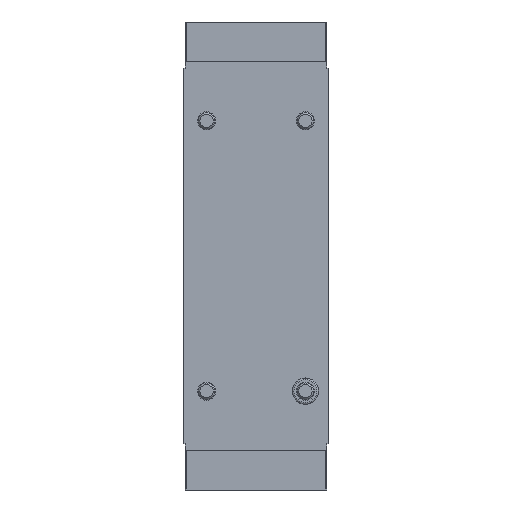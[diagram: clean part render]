
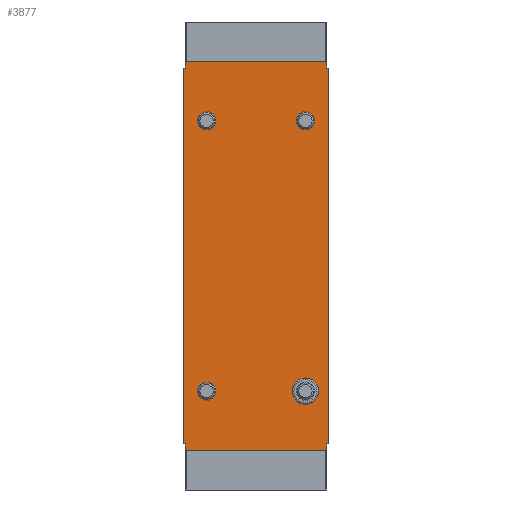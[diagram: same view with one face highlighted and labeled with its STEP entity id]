
A CAD part, front view. The second image highlights one B-rep face of the part: STEP entity #3877.
In plain terms, the highlighted planar face has unit normal (0, -1, 0).
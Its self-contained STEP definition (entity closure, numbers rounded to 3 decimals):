
#333=LINE('',#6358,#618);
#334=LINE('',#6361,#619);
#335=LINE('',#6363,#620);
#336=LINE('',#6365,#621);
#337=LINE('',#6367,#622);
#338=LINE('',#6369,#623);
#339=LINE('',#6371,#624);
#340=LINE('',#6373,#625);
#341=LINE('',#6375,#626);
#342=LINE('',#6377,#627);
#343=LINE('',#6379,#628);
#344=LINE('',#6381,#629);
#618=VECTOR('',#4953,1000.);
#619=VECTOR('',#4954,1000.);
#620=VECTOR('',#4955,1000.);
#621=VECTOR('',#4956,1000.);
#622=VECTOR('',#4957,1000.);
#623=VECTOR('',#4958,1000.);
#624=VECTOR('',#4959,1000.);
#625=VECTOR('',#4960,1000.);
#626=VECTOR('',#4961,1000.);
#627=VECTOR('',#4962,1000.);
#628=VECTOR('',#4963,1000.);
#629=VECTOR('',#4964,1000.);
#1075=ORIENTED_EDGE('',*,*,#2138,.F.);
#1076=ORIENTED_EDGE('',*,*,#2139,.F.);
#1077=ORIENTED_EDGE('',*,*,#2140,.F.);
#1078=ORIENTED_EDGE('',*,*,#2141,.F.);
#1079=ORIENTED_EDGE('',*,*,#2142,.T.);
#1080=ORIENTED_EDGE('',*,*,#2143,.T.);
#1081=ORIENTED_EDGE('',*,*,#2144,.F.);
#1082=ORIENTED_EDGE('',*,*,#2145,.T.);
#1083=ORIENTED_EDGE('',*,*,#2146,.F.);
#1084=ORIENTED_EDGE('',*,*,#2147,.F.);
#1085=ORIENTED_EDGE('',*,*,#2148,.T.);
#1086=ORIENTED_EDGE('',*,*,#2149,.F.);
#1087=ORIENTED_EDGE('',*,*,#2150,.F.);
#1088=ORIENTED_EDGE('',*,*,#2151,.F.);
#1089=ORIENTED_EDGE('',*,*,#2152,.T.);
#1090=ORIENTED_EDGE('',*,*,#2153,.T.);
#2138=EDGE_CURVE('',#2648,#2648,#2915,.T.);
#2139=EDGE_CURVE('',#2649,#2649,#2916,.F.);
#2140=EDGE_CURVE('',#2650,#2650,#2917,.T.);
#2141=EDGE_CURVE('',#2651,#2651,#2918,.T.);
#2142=EDGE_CURVE('',#2652,#2653,#333,.T.);
#2143=EDGE_CURVE('',#2653,#2654,#334,.T.);
#2144=EDGE_CURVE('',#2655,#2654,#335,.T.);
#2145=EDGE_CURVE('',#2655,#2656,#336,.T.);
#2146=EDGE_CURVE('',#2657,#2656,#337,.T.);
#2147=EDGE_CURVE('',#2658,#2657,#338,.T.);
#2148=EDGE_CURVE('',#2658,#2659,#339,.T.);
#2149=EDGE_CURVE('',#2660,#2659,#340,.T.);
#2150=EDGE_CURVE('',#2661,#2660,#341,.T.);
#2151=EDGE_CURVE('',#2662,#2661,#342,.T.);
#2152=EDGE_CURVE('',#2662,#2663,#343,.T.);
#2153=EDGE_CURVE('',#2663,#2652,#344,.T.);
#2648=VERTEX_POINT('',#6351);
#2649=VERTEX_POINT('',#6353);
#2650=VERTEX_POINT('',#6355);
#2651=VERTEX_POINT('',#6357);
#2652=VERTEX_POINT('',#6359);
#2653=VERTEX_POINT('',#6360);
#2654=VERTEX_POINT('',#6362);
#2655=VERTEX_POINT('',#6364);
#2656=VERTEX_POINT('',#6366);
#2657=VERTEX_POINT('',#6368);
#2658=VERTEX_POINT('',#6370);
#2659=VERTEX_POINT('',#6372);
#2660=VERTEX_POINT('',#6374);
#2661=VERTEX_POINT('',#6376);
#2662=VERTEX_POINT('',#6378);
#2663=VERTEX_POINT('',#6380);
#2915=CIRCLE('',#4236,2.75);
#2916=CIRCLE('',#4237,4.);
#2917=CIRCLE('',#4238,2.75);
#2918=CIRCLE('',#4239,2.75);
#3093=EDGE_LOOP('',(#1075));
#3094=EDGE_LOOP('',(#1076));
#3095=EDGE_LOOP('',(#1077));
#3096=EDGE_LOOP('',(#1078));
#3097=EDGE_LOOP('',(#1079,#1080,#1081,#1082,#1083,#1084,#1085,#1086,#1087,
#1088,#1089,#1090));
#3420=FACE_BOUND('',#3093,.T.);
#3421=FACE_BOUND('',#3094,.T.);
#3422=FACE_BOUND('',#3095,.T.);
#3423=FACE_BOUND('',#3096,.T.);
#3424=FACE_BOUND('',#3097,.T.);
#3707=PLANE('',#4235);
#3877=ADVANCED_FACE('',(#3420,#3421,#3422,#3423,#3424),#3707,.F.);
#4235=AXIS2_PLACEMENT_3D('',#6349,#4943,#4944);
#4236=AXIS2_PLACEMENT_3D('',#6350,#4945,#4946);
#4237=AXIS2_PLACEMENT_3D('',#6352,#4947,#4948);
#4238=AXIS2_PLACEMENT_3D('',#6354,#4949,#4950);
#4239=AXIS2_PLACEMENT_3D('',#6356,#4951,#4952);
#4943=DIRECTION('',(0.,1.,0.));
#4944=DIRECTION('',(0.,0.,1.));
#4945=DIRECTION('',(0.,-1.,0.));
#4946=DIRECTION('',(0.,0.,-1.));
#4947=DIRECTION('',(0.,1.,0.));
#4948=DIRECTION('',(0.,0.,1.));
#4949=DIRECTION('',(0.,-1.,0.));
#4950=DIRECTION('',(0.,0.,-1.));
#4951=DIRECTION('',(0.,-1.,0.));
#4952=DIRECTION('',(0.,0.,-1.));
#4953=DIRECTION('',(0.,0.,-1.));
#4954=DIRECTION('',(1.,0.,0.));
#4955=DIRECTION('',(0.,0.,-1.));
#4956=DIRECTION('',(1.,0.,0.));
#4957=DIRECTION('',(0.,0.,-1.));
#4958=DIRECTION('',(1.,0.,0.));
#4959=DIRECTION('',(0.,0.,1.));
#4960=DIRECTION('',(1.,0.,0.));
#4961=DIRECTION('',(0.,0.,1.));
#4962=DIRECTION('',(1.,0.,0.));
#4963=DIRECTION('',(0.,0.,-1.));
#4964=DIRECTION('',(1.,0.,0.));
#6349=CARTESIAN_POINT('',(-22.,0.,71.));
#6350=CARTESIAN_POINT('',(-15.,0.,-41.));
#6351=CARTESIAN_POINT('',(-15.,0.,-43.75));
#6352=CARTESIAN_POINT('',(15.,0.,-41.));
#6353=CARTESIAN_POINT('',(15.,0.,-37.));
#6354=CARTESIAN_POINT('',(-15.,0.,41.));
#6355=CARTESIAN_POINT('',(-15.,0.,38.25));
#6356=CARTESIAN_POINT('',(15.,0.,41.));
#6357=CARTESIAN_POINT('',(15.,0.,38.25));
#6358=CARTESIAN_POINT('',(-21.5,0.,-57.));
#6359=CARTESIAN_POINT('',(-21.5,0.,-57.));
#6360=CARTESIAN_POINT('',(-21.5,0.,-59.));
#6361=CARTESIAN_POINT('',(-25.,0.,-59.));
#6362=CARTESIAN_POINT('',(21.5,0.,-59.));
#6363=CARTESIAN_POINT('',(21.5,0.,-57.));
#6364=CARTESIAN_POINT('',(21.5,0.,-57.));
#6365=CARTESIAN_POINT('',(21.5,0.,-57.));
#6366=CARTESIAN_POINT('',(22.,0.,-57.));
#6367=CARTESIAN_POINT('',(22.,0.,71.));
#6368=CARTESIAN_POINT('',(22.,0.,57.));
#6369=CARTESIAN_POINT('',(21.5,0.,57.));
#6370=CARTESIAN_POINT('',(21.5,0.,57.));
#6371=CARTESIAN_POINT('',(21.5,0.,57.));
#6372=CARTESIAN_POINT('',(21.5,0.,59.));
#6373=CARTESIAN_POINT('',(-25.,0.,59.));
#6374=CARTESIAN_POINT('',(-21.5,0.,59.));
#6375=CARTESIAN_POINT('',(-21.5,0.,57.));
#6376=CARTESIAN_POINT('',(-21.5,0.,57.));
#6377=CARTESIAN_POINT('',(-25.,0.,57.));
#6378=CARTESIAN_POINT('',(-22.,0.,57.));
#6379=CARTESIAN_POINT('',(-22.,0.,71.));
#6380=CARTESIAN_POINT('',(-22.,0.,-57.));
#6381=CARTESIAN_POINT('',(-25.,0.,-57.));
